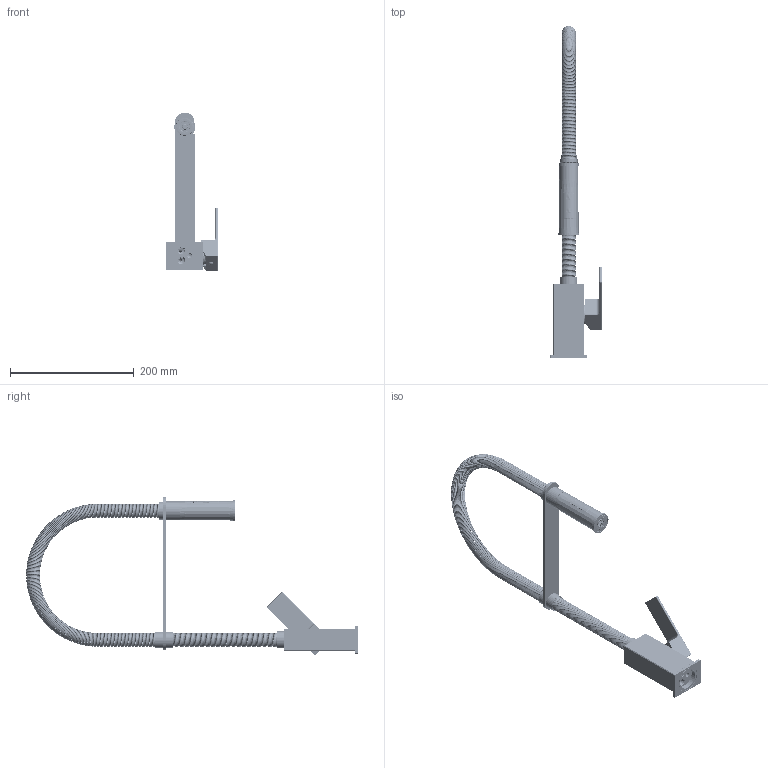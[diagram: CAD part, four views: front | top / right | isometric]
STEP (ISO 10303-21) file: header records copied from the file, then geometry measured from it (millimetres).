
FILE_DESCRIPTION((''),'2;1');
FILE_NAME('EL179CR','2022-02-11T16:55:28',('ut3'),('PAFFONI SpA'),'CREO PARAMETRIC BY PTC INC, 2020044','CREO PARAMETRIC BY PTC INC, 2020044','');
FILE_SCHEMA(('CONFIG_CONTROL_DESIGN','SHAPE_APPEARANCE_LAYERS_GROUPS'));
Products named in the file (1): EL179CR
Bounding box: 83.28 x 535.57 x 256.24 mm (x, y, z)
Volume: 361315.9 mm3; surface area: 254775.1 mm2
Topology: 4 solids, 4 shells, 2709 faces, 7808 edges, 4986 vertices
Faces by surface type: cylinder 1005, plane 930, bspline 354, cone 219, torus 119, sphere 80, extrusion 2
Entity records: 333926 total; most frequent: CARTESIAN_POINT 254480, ORIENTED_EDGE 15462, DIRECTION 12056, EDGE_CURVE 7731, VERTEX_POINT 4986, AXIS2_PLACEMENT_3D 4305, VECTOR 3446, LINE 3444
